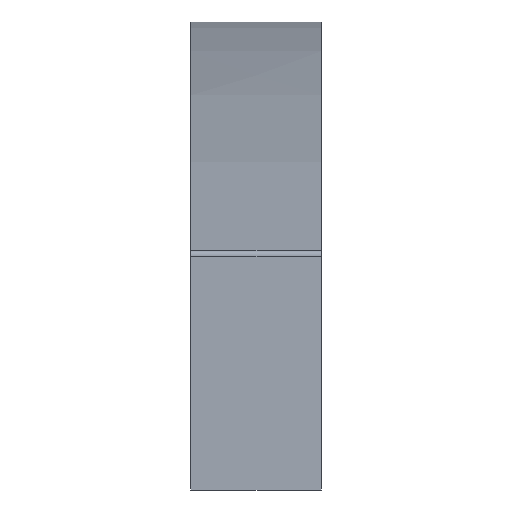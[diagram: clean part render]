
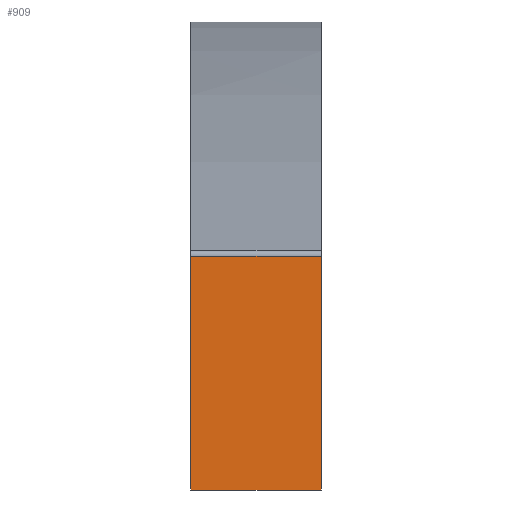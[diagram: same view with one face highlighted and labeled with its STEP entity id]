
A CAD part, left-side view. The second image highlights one B-rep face of the part: STEP entity #909.
In plain terms, the highlighted planar face has unit normal (-1, 0, 0).
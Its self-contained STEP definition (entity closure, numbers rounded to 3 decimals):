
#32 = PLANE('',#33);
#33 = AXIS2_PLACEMENT_3D('',#34,#35,#36);
#34 = CARTESIAN_POINT('',(228.883,11.,119.071));
#35 = DIRECTION('',(0.,1.,0.));
#36 = DIRECTION('',(0.,0.,1.));
#199 = VERTEX_POINT('',#200);
#200 = CARTESIAN_POINT('',(3.113,11.,76.02));
#214 = PLANE('',#215);
#215 = AXIS2_PLACEMENT_3D('',#216,#217,#218);
#216 = CARTESIAN_POINT('',(23.113,11.,76.02));
#217 = DIRECTION('',(-0.,0.,-1.));
#218 = DIRECTION('',(-1.,0.,0.));
#226 = EDGE_CURVE('',#199,#227,#229,.T.);
#227 = VERTEX_POINT('',#228);
#228 = CARTESIAN_POINT('',(3.113,11.,115.31));
#229 = SURFACE_CURVE('',#230,(#234,#241),.PCURVE_S1.);
#230 = LINE('',#231,#232);
#231 = CARTESIAN_POINT('',(3.113,11.,76.02));
#232 = VECTOR('',#233,1.);
#233 = DIRECTION('',(0.,0.,1.));
#234 = PCURVE('',#32,#235);
#235 = DEFINITIONAL_REPRESENTATION('',(#236),#240);
#236 = LINE('',#237,#238);
#237 = CARTESIAN_POINT('',(-43.051,-225.77));
#238 = VECTOR('',#239,1.);
#239 = DIRECTION('',(1.,0.));
#240 = ( GEOMETRIC_REPRESENTATION_CONTEXT(2) 
PARAMETRIC_REPRESENTATION_CONTEXT() REPRESENTATION_CONTEXT('2D SPACE',''
  ) );
#241 = PCURVE('',#242,#247);
#242 = PLANE('',#243);
#243 = AXIS2_PLACEMENT_3D('',#244,#245,#246);
#244 = CARTESIAN_POINT('',(3.113,11.,76.02));
#245 = DIRECTION('',(-1.,0.,0.));
#246 = DIRECTION('',(0.,0.,1.));
#247 = DEFINITIONAL_REPRESENTATION('',(#248),#252);
#248 = LINE('',#249,#250);
#249 = CARTESIAN_POINT('',(0.,0.));
#250 = VECTOR('',#251,1.);
#251 = DIRECTION('',(1.,0.));
#252 = ( GEOMETRIC_REPRESENTATION_CONTEXT(2) 
PARAMETRIC_REPRESENTATION_CONTEXT() REPRESENTATION_CONTEXT('2D SPACE',''
  ) );
#300 = ( BOUNDED_SURFACE() B_SPLINE_SURFACE(2,2,(
    (#301,#302,#303,#304,#305)
    ,(#306,#307,#308,#309,#310)
    ,(#311,#312,#313,#314,#315
)),.UNSPECIFIED.,.F.,.F.,.F.) B_SPLINE_SURFACE_WITH_KNOTS((3,3),(3,1,1,3
    ),(0.,22.),(-1.346,0.,22.,23.346),.UNSPECIFIED.) 
GEOMETRIC_REPRESENTATION_ITEM() RATIONAL_B_SPLINE_SURFACE((
    (1.,1.,1.,1.,1.)
    ,(0.815,0.815,0.815,0.815
      ,0.815)
,(1.,1.,1.,1.,1.))) REPRESENTATION_ITEM('') SURFACE() );
#301 = CARTESIAN_POINT('',(3.784,12.346,116.254));
#302 = CARTESIAN_POINT('',(3.784,11.673,116.254));
#303 = CARTESIAN_POINT('',(3.784,0.,
    116.254));
#304 = CARTESIAN_POINT('',(3.784,-11.673,116.254));
#305 = CARTESIAN_POINT('',(3.784,-12.346,116.254));
#306 = CARTESIAN_POINT('',(3.113,12.346,116.02));
#307 = CARTESIAN_POINT('',(3.113,11.673,116.02));
#308 = CARTESIAN_POINT('',(3.113,0.,116.02)
  );
#309 = CARTESIAN_POINT('',(3.113,-11.673,116.02));
#310 = CARTESIAN_POINT('',(3.113,-12.346,116.02));
#311 = CARTESIAN_POINT('',(3.113,12.346,115.31));
#312 = CARTESIAN_POINT('',(3.113,11.673,115.31));
#313 = CARTESIAN_POINT('',(3.113,0.,115.31));
#314 = CARTESIAN_POINT('',(3.113,-11.673,115.31));
#315 = CARTESIAN_POINT('',(3.113,-12.346,115.31));
#499 = PLANE('',#500);
#500 = AXIS2_PLACEMENT_3D('',#501,#502,#503);
#501 = CARTESIAN_POINT('',(228.883,-11.,119.071));
#502 = DIRECTION('',(0.,1.,0.));
#503 = DIRECTION('',(0.,0.,1.));
#816 = EDGE_CURVE('',#227,#817,#819,.T.);
#817 = VERTEX_POINT('',#818);
#818 = CARTESIAN_POINT('',(3.113,-11.,115.31));
#819 = SURFACE_CURVE('',#820,(#826,#833),.PCURVE_S1.);
#820 = B_SPLINE_CURVE_WITH_KNOTS('',2,(#821,#822,#823,#824,#825),
  .UNSPECIFIED.,.F.,.F.,(3,1,1,3),(-1.346,0.,22.,
    23.346),.UNSPECIFIED.);
#821 = CARTESIAN_POINT('',(3.113,12.346,115.31));
#822 = CARTESIAN_POINT('',(3.113,11.673,115.31));
#823 = CARTESIAN_POINT('',(3.113,0.,115.31));
#824 = CARTESIAN_POINT('',(3.113,-11.673,115.31));
#825 = CARTESIAN_POINT('',(3.113,-12.346,115.31));
#826 = PCURVE('',#300,#827);
#827 = DEFINITIONAL_REPRESENTATION('',(#828),#832);
#828 = LINE('',#829,#830);
#829 = CARTESIAN_POINT('',(22.,0.));
#830 = VECTOR('',#831,1.);
#831 = DIRECTION('',(0.,1.));
#832 = ( GEOMETRIC_REPRESENTATION_CONTEXT(2) 
PARAMETRIC_REPRESENTATION_CONTEXT() REPRESENTATION_CONTEXT('2D SPACE',''
  ) );
#833 = PCURVE('',#242,#834);
#834 = DEFINITIONAL_REPRESENTATION('',(#835),#841);
#835 = B_SPLINE_CURVE_WITH_KNOTS('',2,(#836,#837,#838,#839,#840),
  .UNSPECIFIED.,.F.,.F.,(3,1,1,3),(-1.346,0.,22.,
    23.346),.UNSPECIFIED.);
#836 = CARTESIAN_POINT('',(39.29,1.346));
#837 = CARTESIAN_POINT('',(39.29,0.673));
#838 = CARTESIAN_POINT('',(39.29,-11.));
#839 = CARTESIAN_POINT('',(39.29,-22.673));
#840 = CARTESIAN_POINT('',(39.29,-23.346));
#841 = ( GEOMETRIC_REPRESENTATION_CONTEXT(2) 
PARAMETRIC_REPRESENTATION_CONTEXT() REPRESENTATION_CONTEXT('2D SPACE',''
  ) );
#909 = ADVANCED_FACE('',(#910),#242,.T.);
#910 = FACE_BOUND('',#911,.T.);
#911 = EDGE_LOOP('',(#912,#913,#936,#957));
#912 = ORIENTED_EDGE('',*,*,#226,.F.);
#913 = ORIENTED_EDGE('',*,*,#914,.T.);
#914 = EDGE_CURVE('',#199,#915,#917,.T.);
#915 = VERTEX_POINT('',#916);
#916 = CARTESIAN_POINT('',(3.113,-11.,76.02));
#917 = SURFACE_CURVE('',#918,(#922,#929),.PCURVE_S1.);
#918 = LINE('',#919,#920);
#919 = CARTESIAN_POINT('',(3.113,11.,76.02));
#920 = VECTOR('',#921,1.);
#921 = DIRECTION('',(0.,-1.,0.));
#922 = PCURVE('',#242,#923);
#923 = DEFINITIONAL_REPRESENTATION('',(#924),#928);
#924 = LINE('',#925,#926);
#925 = CARTESIAN_POINT('',(0.,0.));
#926 = VECTOR('',#927,1.);
#927 = DIRECTION('',(0.,-1.));
#928 = ( GEOMETRIC_REPRESENTATION_CONTEXT(2) 
PARAMETRIC_REPRESENTATION_CONTEXT() REPRESENTATION_CONTEXT('2D SPACE',''
  ) );
#929 = PCURVE('',#214,#930);
#930 = DEFINITIONAL_REPRESENTATION('',(#931),#935);
#931 = LINE('',#932,#933);
#932 = CARTESIAN_POINT('',(20.,0.));
#933 = VECTOR('',#934,1.);
#934 = DIRECTION('',(0.,-1.));
#935 = ( GEOMETRIC_REPRESENTATION_CONTEXT(2) 
PARAMETRIC_REPRESENTATION_CONTEXT() REPRESENTATION_CONTEXT('2D SPACE',''
  ) );
#936 = ORIENTED_EDGE('',*,*,#937,.T.);
#937 = EDGE_CURVE('',#915,#817,#938,.T.);
#938 = SURFACE_CURVE('',#939,(#943,#950),.PCURVE_S1.);
#939 = LINE('',#940,#941);
#940 = CARTESIAN_POINT('',(3.113,-11.,76.02));
#941 = VECTOR('',#942,1.);
#942 = DIRECTION('',(0.,0.,1.));
#943 = PCURVE('',#242,#944);
#944 = DEFINITIONAL_REPRESENTATION('',(#945),#949);
#945 = LINE('',#946,#947);
#946 = CARTESIAN_POINT('',(0.,-22.));
#947 = VECTOR('',#948,1.);
#948 = DIRECTION('',(1.,0.));
#949 = ( GEOMETRIC_REPRESENTATION_CONTEXT(2) 
PARAMETRIC_REPRESENTATION_CONTEXT() REPRESENTATION_CONTEXT('2D SPACE',''
  ) );
#950 = PCURVE('',#499,#951);
#951 = DEFINITIONAL_REPRESENTATION('',(#952),#956);
#952 = LINE('',#953,#954);
#953 = CARTESIAN_POINT('',(-43.051,-225.77));
#954 = VECTOR('',#955,1.);
#955 = DIRECTION('',(1.,0.));
#956 = ( GEOMETRIC_REPRESENTATION_CONTEXT(2) 
PARAMETRIC_REPRESENTATION_CONTEXT() REPRESENTATION_CONTEXT('2D SPACE',''
  ) );
#957 = ORIENTED_EDGE('',*,*,#816,.F.);
